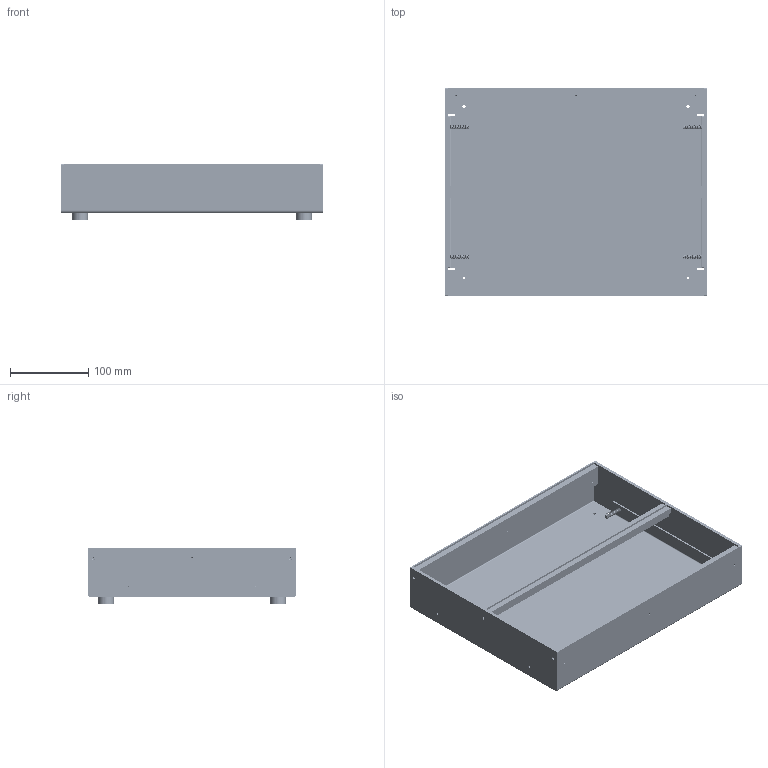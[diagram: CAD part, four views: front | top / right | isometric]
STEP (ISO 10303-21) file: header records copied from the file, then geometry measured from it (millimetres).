
FILE_DESCRIPTION(/* description */ (''),/* implementation_level */ '2;1');
FILE_NAME(/* name */ 'Grand.step',/* time_stamp */ '2022-11-07T18:15:02+01:00',/* author */ (''),/* organization */ (''),/* preprocessor_version */ 'ST-DEVELOPER v19.2',/* originating_system */ 'Autodesk Translation Framework v11.17.0.187',/* authorisation */ '');
FILE_SCHEMA (('AUTOMOTIVE_DESIGN { 1 0 10303 214 3 1 1 }'));
Products named in the file (14): U; Railcoté; 92125A220_18-8 Stainless Steel Hex Drive Flat Head Screw(Symétrie
 miroir); 92125A220_18-8 Stainless Steel Hex Drive Flat Head Screw(Symétrie
 miroir) (1); 92125A220_18-8 Stainless Steel Hex Drive Flat Head Screw(Symétrie
 miroir)(Symétrie miroir); Patindutata; Patindutata v1(Symétrie miroir); Patindutata v1(Symétrie miroir) (1); Patindutata v1(Symétrie miroir)(Symétrie miroi
r); 92125A130_18-8 Stainless Steel Hex Drive Flat Head Screw; 92125A130_18-8 Stainless Steel Hex Drive Flat Head Screw(Symétrie
 miroir); RailCentral; 92125A220_18-8 Stainless Steel Hex Drive Flat Head Screw; 92125A220_18-8 Stainless Steel Hex Drive Flat Head Screw(Symétrie
 miroir) (2)
Assembly tree (23 placements, depth 2):
  U
    Railcoté  x2
    92125A220_18-8 Stainless Steel Hex Drive Flat Head Screw  x5
    92125A220_18-8 Stainless Steel Hex Drive Flat Head Screw(Symétrie
 miroir)
    92125A220_18-8 Stainless Steel Hex Drive Flat Head Screw(Symétrie
 miroir) (1)
    92125A220_18-8 Stainless Steel Hex Drive Flat Head Screw(Symétrie
 miroir)(Symétrie miroir)
    Patindutata
    92125A130_18-8 Stainless Steel Hex Drive Flat Head Screw  x3
    Patindutata v1(Symétrie miroir)
    Patindutata v1(Symétrie miroir) (1)
    Patindutata v1(Symétrie miroir)(Symétrie miroi
r)
    92125A130_18-8 Stainless Steel Hex Drive Flat Head Screw(Symétrie
 miroir)  x3
    RailCentral
    92125A220_18-8 Stainless Steel Hex Drive Flat Head Screw(Symétrie
 miroir) (2)  x2
Bounding box: 334 x 265.5 x 71 mm (x, y, z)
Volume: 585518.5 mm3; surface area: 434892.9 mm2
Topology: 26 solids, 26 shells, 1407 faces, 3791 edges, 2456 vertices
Faces by surface type: cylinder 995, plane 236, cone 144, bspline 32
Full cylindrical faces by diameter (mm): 2.35 x96, 3 x90, 3.5 x12, 3.961 x340, 4 x4, 4.4 x2, 4.5 x5, 5 x330, 5.5 x14, 6 x6, 10 x10, 11.917 x4, 20 x4
Entity records: 55324 total; most frequent: CARTESIAN_POINT 38939, ORIENTED_EDGE 3846, DIRECTION 2724, EDGE_CURVE 1923, VERTEX_POINT 1248, AXIS2_PLACEMENT_3D 994, EDGE_LOOP 795, LINE 736
